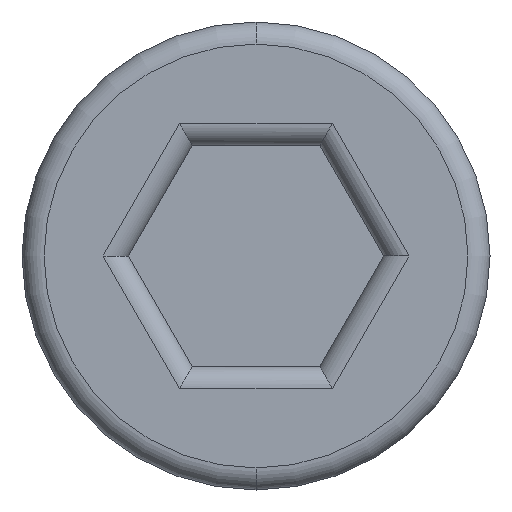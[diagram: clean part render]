
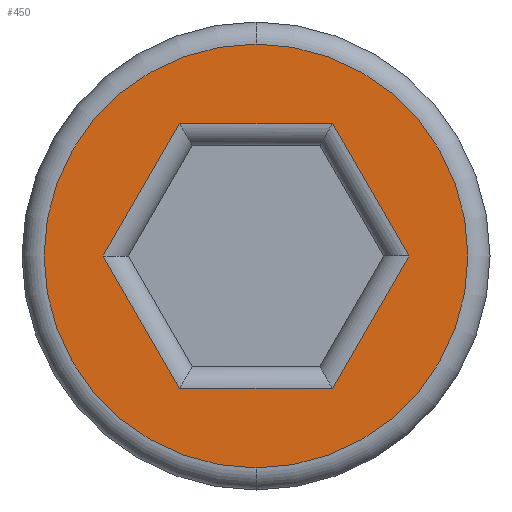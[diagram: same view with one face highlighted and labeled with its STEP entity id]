
A CAD part, front view. The second image highlights one B-rep face of the part: STEP entity #450.
In plain terms, the highlighted planar face has unit normal (0, -1, 0).
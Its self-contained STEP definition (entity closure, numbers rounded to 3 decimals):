
#5 = VERTEX_POINT ( 'NONE', #482 ) ;
#9 = VERTEX_POINT ( 'NONE', #77 ) ;
#17 = VECTOR ( 'NONE', #107, 1000. ) ;
#18 = LINE ( 'NONE', #320, #135 ) ;
#30 = DIRECTION ( 'NONE',  ( -0.5, 0., 0.866 ) ) ;
#32 = ORIENTED_EDGE ( 'NONE', *, *, #402, .T. ) ;
#51 = VERTEX_POINT ( 'NONE', #728 ) ;
#52 = DIRECTION ( 'NONE',  ( 0., -1., 0. ) ) ;
#60 = DIRECTION ( 'NONE',  ( 1., 0., 0. ) ) ;
#66 = EDGE_LOOP ( 'NONE', ( #604, #717, #411, #471, #32, #235 ) ) ;
#77 = CARTESIAN_POINT ( 'NONE',  ( -0.866, 0., -1.5 ) ) ;
#101 = CARTESIAN_POINT ( 'NONE',  ( 0.866, 0., 1.5 ) ) ;
#103 = DIRECTION ( 'NONE',  ( 0., 0., 1. ) ) ;
#107 = DIRECTION ( 'NONE',  ( 0.5, 0., -0.866 ) ) ;
#109 = EDGE_CURVE ( 'NONE', #9, #51, #18, .T. ) ;
#116 = CARTESIAN_POINT ( 'NONE',  ( 1.299, 0., 0.75 ) ) ;
#126 = EDGE_CURVE ( 'NONE', #436, #719, #398, .T. ) ;
#135 = VECTOR ( 'NONE', #30, 1000. ) ;
#173 = CARTESIAN_POINT ( 'NONE',  ( 0., 0., 2.4 ) ) ;
#174 = LINE ( 'NONE', #403, #409 ) ;
#204 = EDGE_LOOP ( 'NONE', ( #653, #354 ) ) ;
#205 = FACE_BOUND ( 'NONE', #66, .T. ) ;
#224 = CARTESIAN_POINT ( 'NONE',  ( 1.299, 0., -0.75 ) ) ;
#235 = ORIENTED_EDGE ( 'NONE', *, *, #585, .T. ) ;
#265 = CARTESIAN_POINT ( 'NONE',  ( 0., 0., 0. ) ) ;
#271 = DIRECTION ( 'NONE',  ( 0., -1., 0. ) ) ;
#285 = CARTESIAN_POINT ( 'NONE',  ( -0.866, 0., 1.5 ) ) ;
#293 = LINE ( 'NONE', #116, #17 ) ;
#308 = VERTEX_POINT ( 'NONE', #101 ) ;
#320 = CARTESIAN_POINT ( 'NONE',  ( -1.299, 0., -0.75 ) ) ;
#322 = VERTEX_POINT ( 'NONE', #544 ) ;
#323 = DIRECTION ( 'NONE',  ( 0.5, 0., 0.866 ) ) ;
#326 = FACE_OUTER_BOUND ( 'NONE', #204, .T. ) ;
#346 = AXIS2_PLACEMENT_3D ( 'NONE', #265, #52, #691 ) ;
#349 = AXIS2_PLACEMENT_3D ( 'NONE', #438, #271, #741 ) ;
#350 = CARTESIAN_POINT ( 'NONE',  ( 0., 0., -1.5 ) ) ;
#354 = ORIENTED_EDGE ( 'NONE', *, *, #126, .T. ) ;
#398 = CIRCLE ( 'NONE', #349, 2.4 ) ;
#402 = EDGE_CURVE ( 'NONE', #650, #308, #174, .T. ) ;
#403 = CARTESIAN_POINT ( 'NONE',  ( 0., 0., 1.5 ) ) ;
#409 = VECTOR ( 'NONE', #60, 1000. ) ;
#411 = ORIENTED_EDGE ( 'NONE', *, *, #109, .T. ) ;
#436 = VERTEX_POINT ( 'NONE', #520 ) ;
#438 = CARTESIAN_POINT ( 'NONE',  ( 0., 0., 0. ) ) ;
#450 = ADVANCED_FACE ( 'NONE', ( #326, #205 ), #748, .F. ) ;
#456 = AXIS2_PLACEMENT_3D ( 'NONE', #564, #501, #103 ) ;
#458 = EDGE_CURVE ( 'NONE', #51, #650, #493, .T. ) ;
#471 = ORIENTED_EDGE ( 'NONE', *, *, #458, .T. ) ;
#482 = CARTESIAN_POINT ( 'NONE',  ( 1.732, 0., 0. ) ) ;
#493 = LINE ( 'NONE', #619, #505 ) ;
#501 = DIRECTION ( 'NONE',  ( 0., 1., 0. ) ) ;
#504 = DIRECTION ( 'NONE',  ( -1., 0., 0. ) ) ;
#505 = VECTOR ( 'NONE', #323, 1000. ) ;
#513 = LINE ( 'NONE', #224, #540 ) ;
#518 = VECTOR ( 'NONE', #504, 1000. ) ;
#520 = CARTESIAN_POINT ( 'NONE',  ( 0., 0., -2.4 ) ) ;
#540 = VECTOR ( 'NONE', #583, 1000. ) ;
#544 = CARTESIAN_POINT ( 'NONE',  ( 0.866, 0., -1.5 ) ) ;
#564 = CARTESIAN_POINT ( 'NONE',  ( 0., 0., 0. ) ) ;
#579 = EDGE_CURVE ( 'NONE', #719, #436, #684, .T. ) ;
#583 = DIRECTION ( 'NONE',  ( -0.5, 0., -0.866 ) ) ;
#585 = EDGE_CURVE ( 'NONE', #308, #5, #293, .T. ) ;
#604 = ORIENTED_EDGE ( 'NONE', *, *, #695, .T. ) ;
#619 = CARTESIAN_POINT ( 'NONE',  ( -1.299, 0., 0.75 ) ) ;
#650 = VERTEX_POINT ( 'NONE', #285 ) ;
#653 = ORIENTED_EDGE ( 'NONE', *, *, #579, .T. ) ;
#684 = CIRCLE ( 'NONE', #346, 2.4 ) ;
#687 = EDGE_CURVE ( 'NONE', #322, #9, #693, .T. ) ;
#691 = DIRECTION ( 'NONE',  ( 0., 0., 1. ) ) ;
#693 = LINE ( 'NONE', #350, #518 ) ;
#695 = EDGE_CURVE ( 'NONE', #5, #322, #513, .T. ) ;
#717 = ORIENTED_EDGE ( 'NONE', *, *, #687, .T. ) ;
#719 = VERTEX_POINT ( 'NONE', #173 ) ;
#728 = CARTESIAN_POINT ( 'NONE',  ( -1.732, 0., 0. ) ) ;
#741 = DIRECTION ( 'NONE',  ( 0., 0., 1. ) ) ;
#748 = PLANE ( 'NONE',  #456 ) ;
